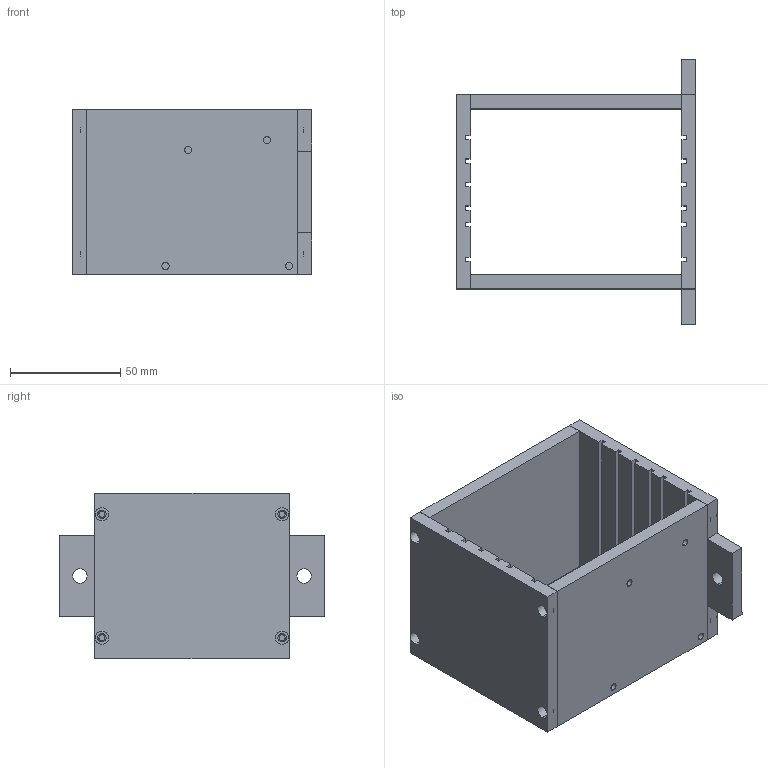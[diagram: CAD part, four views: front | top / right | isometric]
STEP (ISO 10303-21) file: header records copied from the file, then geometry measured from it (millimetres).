
FILE_DESCRIPTION (( 'STEP AP214' ), '1' );
FILE_NAME ('frame-for-fDIRC-laser-scan.STEP', '2012-05-17T20:16:07', ( 'mza' ), ( 'IDLAB' ), 'SwSTEP 2.0', 'SolidWorks 2012', '' );
FILE_SCHEMA (( 'AUTOMOTIVE_DESIGN' ));
Length unit declared in the file: millimetre
Products named in the file (5): simple-frame.left; simple-frame.top; frame-for-fDIRC-laser-scan; simple-frame.right; simple-frame.bottom
Assembly tree (4 placements, depth 2):
  frame-for-fDIRC-laser-scan
    simple-frame.left
    simple-frame.bottom
    simple-frame.right
    simple-frame.top
Bounding box: 108.7 x 120 x 75 mm (x, y, z)
Volume: 176653.6 mm3; surface area: 71927 mm2
Topology: 4 solids, 4 shells, 156 faces, 396 edges, 264 vertices
Faces by surface type: plane 96, cylinder 60
Entity records: 4974 total; most frequent: DIRECTION 842, CARTESIAN_POINT 823, ORIENTED_EDGE 792, EDGE_CURVE 396, AXIS2_PLACEMENT_3D 283, LINE 276, VECTOR 276, VERTEX_POINT 264
